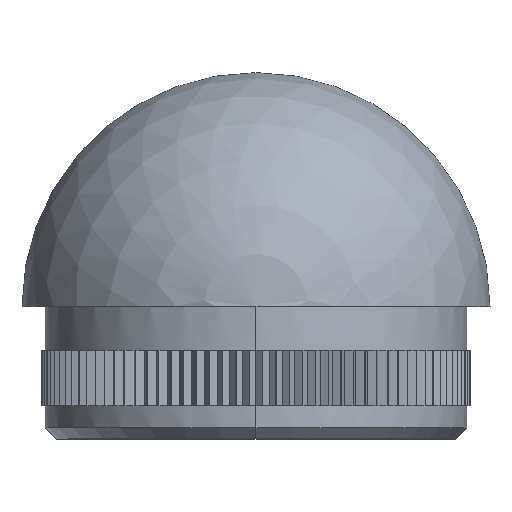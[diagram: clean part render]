
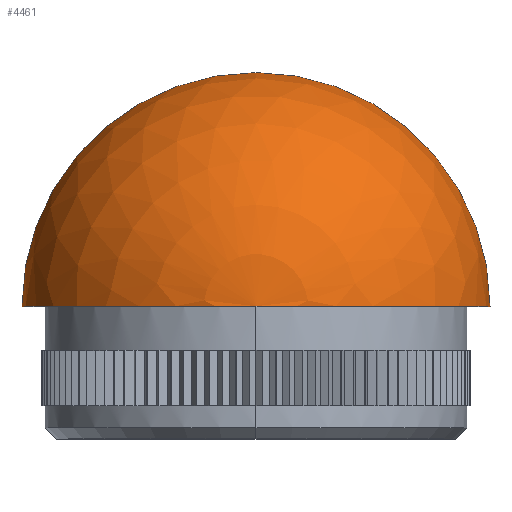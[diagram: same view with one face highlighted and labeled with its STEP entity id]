
A CAD part, top view. The second image highlights one B-rep face of the part: STEP entity #4461.
In plain terms, the highlighted spherical face has radius 21.2 mm.
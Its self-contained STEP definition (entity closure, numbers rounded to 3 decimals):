
#799 = DIRECTION ( 'NONE',  ( -1., 0., 0. ) ) ;
#1078 = CARTESIAN_POINT ( 'NONE',  ( -21.2, 14., 0. ) ) ;
#1105 = SPHERICAL_SURFACE ( 'NONE', #6264, 21.2 ) ;
#1209 = DIRECTION ( 'NONE',  ( 1., 0., 0. ) ) ;
#2924 = DIRECTION ( 'NONE',  ( 1., 0., 0. ) ) ;
#3025 = AXIS2_PLACEMENT_3D ( 'NONE', #8540, #14985, #6801 ) ;
#4461 = ADVANCED_FACE ( 'NONE', ( #7753 ), #1105, .T. ) ;
#5247 = AXIS2_PLACEMENT_3D ( 'NONE', #13052, #17868, #2924 ) ;
#5733 = EDGE_CURVE ( 'NONE', #16913, #13376, #7183, .T. ) ;
#6264 = AXIS2_PLACEMENT_3D ( 'NONE', #14395, #21081, #1209 ) ;
#6801 = DIRECTION ( 'NONE',  ( 0., 0., 1. ) ) ;
#7183 = CIRCLE ( 'NONE', #3025, 21.2 ) ;
#7361 = ORIENTED_EDGE ( 'NONE', *, *, #5733, .T. ) ;
#7446 = ORIENTED_EDGE ( 'NONE', *, *, #17062, .T. ) ;
#7753 = FACE_OUTER_BOUND ( 'NONE', #10072, .T. ) ;
#8540 = CARTESIAN_POINT ( 'NONE',  ( 0., 14., 0. ) ) ;
#8956 = CARTESIAN_POINT ( 'NONE',  ( 21.2, 14., 0. ) ) ;
#9141 = CARTESIAN_POINT ( 'NONE',  ( 0., 35.2, 0. ) ) ;
#9447 = CIRCLE ( 'NONE', #5247, 21.2 ) ;
#10072 = EDGE_LOOP ( 'NONE', ( #16217, #7361, #7446 ) ) ;
#10303 = CARTESIAN_POINT ( 'NONE',  ( 0., 14., 0. ) ) ;
#12220 = CIRCLE ( 'NONE', #18153, 21.2 ) ;
#13052 = CARTESIAN_POINT ( 'NONE',  ( 0., 14., 0. ) ) ;
#13376 = VERTEX_POINT ( 'NONE', #8956 ) ;
#14395 = CARTESIAN_POINT ( 'NONE',  ( 0., 14., 0. ) ) ;
#14985 = DIRECTION ( 'NONE',  ( 0., 1., 0. ) ) ;
#15215 = DIRECTION ( 'NONE',  ( 0., 0., -1. ) ) ;
#16217 = ORIENTED_EDGE ( 'NONE', *, *, #17116, .F. ) ;
#16913 = VERTEX_POINT ( 'NONE', #1078 ) ;
#17062 = EDGE_CURVE ( 'NONE', #13376, #21233, #9447, .T. ) ;
#17116 = EDGE_CURVE ( 'NONE', #16913, #21233, #12220, .T. ) ;
#17868 = DIRECTION ( 'NONE',  ( 0., 0., 1. ) ) ;
#18153 = AXIS2_PLACEMENT_3D ( 'NONE', #10303, #15215, #799 ) ;
#21081 = DIRECTION ( 'NONE',  ( 0., 0., -1. ) ) ;
#21233 = VERTEX_POINT ( 'NONE', #9141 ) ;
